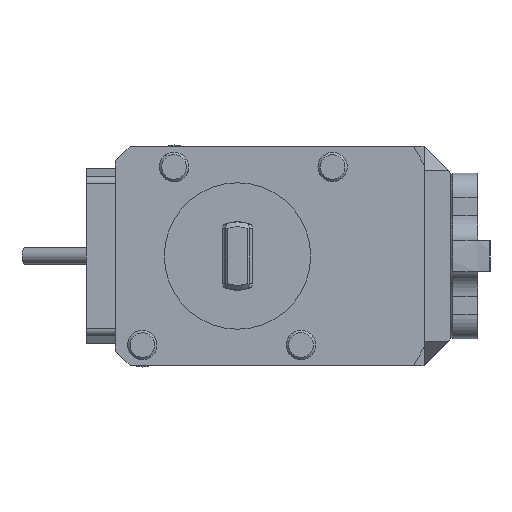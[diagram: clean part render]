
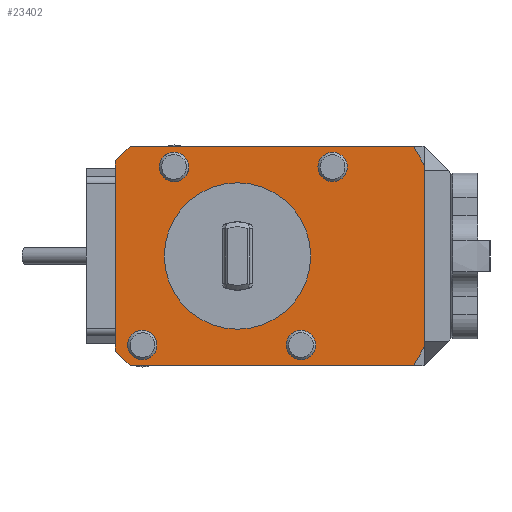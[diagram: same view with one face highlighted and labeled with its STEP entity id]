
A CAD part, front view. The second image highlights one B-rep face of the part: STEP entity #23402.
In plain terms, the highlighted planar face has unit normal (0, -1, 0).
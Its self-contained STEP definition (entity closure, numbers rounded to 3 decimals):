
#211 = EDGE_CURVE ( 'NONE', #11816, #12158, #22164, .T. ) ;
#389 = LINE ( 'NONE', #17532, #27485 ) ;
#655 = CARTESIAN_POINT ( 'NONE',  ( 0., 37.1, 0. ) ) ;
#659 = CIRCLE ( 'NONE', #26179, 85. ) ;
#785 = ORIENTED_EDGE ( 'NONE', *, *, #18182, .T. ) ;
#944 = DIRECTION ( 'NONE',  ( 0., 0., -1. ) ) ;
#1150 = FACE_BOUND ( 'NONE', #26091, .T. ) ;
#1461 = EDGE_CURVE ( 'NONE', #2126, #26016, #389, .T. ) ;
#1466 = VECTOR ( 'NONE', #24536, 1000. ) ;
#1531 = CARTESIAN_POINT ( 'NONE',  ( 72.111, 37.1, 45. ) ) ;
#1683 = DIRECTION ( 'NONE',  ( 0., 0., -1. ) ) ;
#1889 = DIRECTION ( 'NONE',  ( 0., 1., 0. ) ) ;
#2126 = VERTEX_POINT ( 'NONE', #6048 ) ;
#2273 = EDGE_CURVE ( 'NONE', #20691, #2912, #659, .T. ) ;
#2796 = VERTEX_POINT ( 'NONE', #6977 ) ;
#2851 = ORIENTED_EDGE ( 'NONE', *, *, #27698, .T. ) ;
#2912 = VERTEX_POINT ( 'NONE', #21329 ) ;
#3091 = CIRCLE ( 'NONE', #3532, 6. ) ;
#3132 = CARTESIAN_POINT ( 'NONE',  ( -50., 37.1, 0. ) ) ;
#3264 = FACE_BOUND ( 'NONE', #24369, .T. ) ;
#3532 = AXIS2_PLACEMENT_3D ( 'NONE', #25437, #1889, #6377 ) ;
#3606 = EDGE_CURVE ( 'NONE', #11816, #21021, #7336, .T. ) ;
#4085 = AXIS2_PLACEMENT_3D ( 'NONE', #17592, #26103, #23994 ) ;
#4669 = DIRECTION ( 'NONE',  ( 0., 0., -1. ) ) ;
#5626 = LINE ( 'NONE', #24701, #7223 ) ;
#6048 = CARTESIAN_POINT ( 'NONE',  ( -50., 37.1, 36. ) ) ;
#6184 = VECTOR ( 'NONE', #1683, 1000. ) ;
#6312 = CIRCLE ( 'NONE', #11215, 85. ) ;
#6318 = CIRCLE ( 'NONE', #26458, 6. ) ;
#6377 = DIRECTION ( 'NONE',  ( 0., 0., 1. ) ) ;
#6977 = CARTESIAN_POINT ( 'NONE',  ( 0., 37.1, -30. ) ) ;
#7217 = AXIS2_PLACEMENT_3D ( 'NONE', #11799, #18269, #26812 ) ;
#7223 = VECTOR ( 'NONE', #14174, 1000. ) ;
#7232 = EDGE_CURVE ( 'NONE', #18757, #24678, #5626, .T. ) ;
#7336 = LINE ( 'NONE', #20387, #27192 ) ;
#7618 = EDGE_CURVE ( 'NONE', #2796, #2796, #23381, .T. ) ;
#7857 = PLANE ( 'NONE',  #7217 ) ;
#8141 = AXIS2_PLACEMENT_3D ( 'NONE', #10516, #10932, #13186 ) ;
#8386 = VECTOR ( 'NONE', #20791, 1000. ) ;
#8519 = DIRECTION ( 'NONE',  ( 0., 0., 1. ) ) ;
#8864 = EDGE_CURVE ( 'NONE', #15551, #15551, #20263, .T. ) ;
#8975 = VECTOR ( 'NONE', #24992, 1000. ) ;
#8980 = VECTOR ( 'NONE', #20248, 1000. ) ;
#8991 = CARTESIAN_POINT ( 'NONE',  ( 26., 37.1, -36.5 ) ) ;
#9095 = ORIENTED_EDGE ( 'NONE', *, *, #3606, .F. ) ;
#9299 = DIRECTION ( 'NONE',  ( 0., 0., 1. ) ) ;
#9582 = LINE ( 'NONE', #18160, #6184 ) ;
#9785 = CARTESIAN_POINT ( 'NONE',  ( -44., 37.1, -45. ) ) ;
#10078 = FACE_OUTER_BOUND ( 'NONE', #13116, .T. ) ;
#10122 = ORIENTED_EDGE ( 'NONE', *, *, #8864, .T. ) ;
#10516 = CARTESIAN_POINT ( 'NONE',  ( -39., 37.1, -36.5 ) ) ;
#10517 = EDGE_LOOP ( 'NONE', ( #19723 ) ) ;
#10734 = ORIENTED_EDGE ( 'NONE', *, *, #19876, .F. ) ;
#10932 = DIRECTION ( 'NONE',  ( 0., 1., 0. ) ) ;
#11215 = AXIS2_PLACEMENT_3D ( 'NONE', #23875, #24440, #4669 ) ;
#11436 = DIRECTION ( 'NONE',  ( 0., -1., 0. ) ) ;
#11799 = CARTESIAN_POINT ( 'NONE',  ( 0., 37.1, 0. ) ) ;
#11816 = VERTEX_POINT ( 'NONE', #22882 ) ;
#11832 = EDGE_LOOP ( 'NONE', ( #26978 ) ) ;
#11966 = ORIENTED_EDGE ( 'NONE', *, *, #2273, .T. ) ;
#12158 = VERTEX_POINT ( 'NONE', #24368 ) ;
#12506 = ORIENTED_EDGE ( 'NONE', *, *, #20042, .T. ) ;
#13116 = EDGE_LOOP ( 'NONE', ( #13653, #27668, #9095, #27278, #10734, #11966, #17580, #785, #13882, #2851 ) ) ;
#13186 = DIRECTION ( 'NONE',  ( 0., 0., 1. ) ) ;
#13495 = CIRCLE ( 'NONE', #4085, 6. ) ;
#13653 = ORIENTED_EDGE ( 'NONE', *, *, #1461, .F. ) ;
#13859 = EDGE_LOOP ( 'NONE', ( #20889 ) ) ;
#13882 = ORIENTED_EDGE ( 'NONE', *, *, #7232, .F. ) ;
#14076 = CARTESIAN_POINT ( 'NONE',  ( -50., 37.1, -36. ) ) ;
#14174 = DIRECTION ( 'NONE',  ( 1., 0., 0. ) ) ;
#14199 = LINE ( 'NONE', #18572, #8975 ) ;
#14335 = LINE ( 'NONE', #18842, #8386 ) ;
#15037 = CARTESIAN_POINT ( 'NONE',  ( 39., 37.1, 42.5 ) ) ;
#15551 = VERTEX_POINT ( 'NONE', #15849 ) ;
#15689 = VERTEX_POINT ( 'NONE', #15037 ) ;
#15721 = CARTESIAN_POINT ( 'NONE',  ( 0., 37.1, 0. ) ) ;
#15849 = CARTESIAN_POINT ( 'NONE',  ( -39., 37.1, -30.5 ) ) ;
#15978 = CARTESIAN_POINT ( 'NONE',  ( 26., 37.1, -30.5 ) ) ;
#16172 = LINE ( 'NONE', #3132, #8980 ) ;
#16402 = EDGE_CURVE ( 'NONE', #24833, #2912, #9582, .T. ) ;
#17445 = DIRECTION ( 'NONE',  ( 0., 1., 0. ) ) ;
#17532 = CARTESIAN_POINT ( 'NONE',  ( -50., 37.1, 0. ) ) ;
#17580 = ORIENTED_EDGE ( 'NONE', *, *, #16402, .F. ) ;
#17592 = CARTESIAN_POINT ( 'NONE',  ( 39., 37.1, 36.5 ) ) ;
#17685 = CARTESIAN_POINT ( 'NONE',  ( -26., 37.1, 42.5 ) ) ;
#18160 = CARTESIAN_POINT ( 'NONE',  ( 76.5, 37.1, 0. ) ) ;
#18182 = EDGE_CURVE ( 'NONE', #24833, #24678, #6312, .T. ) ;
#18203 = CARTESIAN_POINT ( 'NONE',  ( 76.5, 37.1, 37.051 ) ) ;
#18269 = DIRECTION ( 'NONE',  ( 0., -1., 0. ) ) ;
#18315 = CARTESIAN_POINT ( 'NONE',  ( -50., 37.1, 39. ) ) ;
#18572 = CARTESIAN_POINT ( 'NONE',  ( 0., 37.1, -45. ) ) ;
#18757 = VERTEX_POINT ( 'NONE', #26615 ) ;
#18842 = CARTESIAN_POINT ( 'NONE',  ( -50., 37.1, 39. ) ) ;
#19647 = DIRECTION ( 'NONE',  ( 0., -1., 0. ) ) ;
#19723 = ORIENTED_EDGE ( 'NONE', *, *, #22851, .T. ) ;
#19765 = VERTEX_POINT ( 'NONE', #17685 ) ;
#19876 = EDGE_CURVE ( 'NONE', #20691, #12158, #14199, .T. ) ;
#20027 = EDGE_CURVE ( 'NONE', #26629, #26629, #6318, .T. ) ;
#20042 = EDGE_CURVE ( 'NONE', #15689, #15689, #13495, .T. ) ;
#20248 = DIRECTION ( 'NONE',  ( 0., 0., 1. ) ) ;
#20263 = CIRCLE ( 'NONE', #8141, 6. ) ;
#20387 = CARTESIAN_POINT ( 'NONE',  ( -50., 37.1, 0. ) ) ;
#20503 = FACE_BOUND ( 'NONE', #11832, .T. ) ;
#20691 = VERTEX_POINT ( 'NONE', #22948 ) ;
#20791 = DIRECTION ( 'NONE',  ( -0.707, 0., -0.707 ) ) ;
#20889 = ORIENTED_EDGE ( 'NONE', *, *, #20027, .T. ) ;
#21021 = VERTEX_POINT ( 'NONE', #14076 ) ;
#21329 = CARTESIAN_POINT ( 'NONE',  ( 76.5, 37.1, -37.051 ) ) ;
#22164 = LINE ( 'NONE', #9785, #1466 ) ;
#22479 = FACE_BOUND ( 'NONE', #10517, .T. ) ;
#22851 = EDGE_CURVE ( 'NONE', #19765, #19765, #3091, .T. ) ;
#22882 = CARTESIAN_POINT ( 'NONE',  ( -50., 37.1, -39. ) ) ;
#22948 = CARTESIAN_POINT ( 'NONE',  ( 72.111, 37.1, -45. ) ) ;
#23381 = CIRCLE ( 'NONE', #26959, 30. ) ;
#23402 = ADVANCED_FACE ( 'Defeature completata1_172', ( #10078, #20503, #22479, #1150, #24834, #3264 ), #7857, .T. ) ;
#23875 = CARTESIAN_POINT ( 'NONE',  ( 0., 37.1, 0. ) ) ;
#23994 = DIRECTION ( 'NONE',  ( 0., 0., 1. ) ) ;
#24368 = CARTESIAN_POINT ( 'NONE',  ( -44., 37.1, -45. ) ) ;
#24369 = EDGE_LOOP ( 'NONE', ( #10122 ) ) ;
#24440 = DIRECTION ( 'NONE',  ( 0., -1., 0. ) ) ;
#24536 = DIRECTION ( 'NONE',  ( 0.707, 0., -0.707 ) ) ;
#24678 = VERTEX_POINT ( 'NONE', #1531 ) ;
#24701 = CARTESIAN_POINT ( 'NONE',  ( 0., 37.1, 45. ) ) ;
#24833 = VERTEX_POINT ( 'NONE', #18203 ) ;
#24834 = FACE_BOUND ( 'NONE', #13859, .T. ) ;
#24992 = DIRECTION ( 'NONE',  ( -1., 0., 0. ) ) ;
#25193 = EDGE_CURVE ( 'NONE', #21021, #2126, #16172, .T. ) ;
#25437 = CARTESIAN_POINT ( 'NONE',  ( -26., 37.1, 36.5 ) ) ;
#25954 = DIRECTION ( 'NONE',  ( 0., 0., 1. ) ) ;
#26016 = VERTEX_POINT ( 'NONE', #18315 ) ;
#26091 = EDGE_LOOP ( 'NONE', ( #12506 ) ) ;
#26103 = DIRECTION ( 'NONE',  ( 0., 1., 0. ) ) ;
#26179 = AXIS2_PLACEMENT_3D ( 'NONE', #15721, #19647, #26227 ) ;
#26227 = DIRECTION ( 'NONE',  ( 0., 0., -1. ) ) ;
#26458 = AXIS2_PLACEMENT_3D ( 'NONE', #8991, #17445, #25954 ) ;
#26615 = CARTESIAN_POINT ( 'NONE',  ( -44., 37.1, 45. ) ) ;
#26629 = VERTEX_POINT ( 'NONE', #15978 ) ;
#26812 = DIRECTION ( 'NONE',  ( 0., 0., -1. ) ) ;
#26959 = AXIS2_PLACEMENT_3D ( 'NONE', #655, #11436, #944 ) ;
#26978 = ORIENTED_EDGE ( 'NONE', *, *, #7618, .F. ) ;
#27192 = VECTOR ( 'NONE', #9299, 1000. ) ;
#27278 = ORIENTED_EDGE ( 'NONE', *, *, #211, .T. ) ;
#27485 = VECTOR ( 'NONE', #8519, 1000. ) ;
#27668 = ORIENTED_EDGE ( 'NONE', *, *, #25193, .F. ) ;
#27698 = EDGE_CURVE ( 'NONE', #18757, #26016, #14335, .T. ) ;
